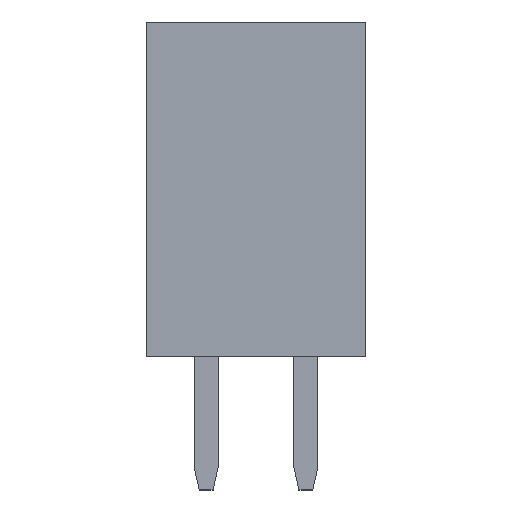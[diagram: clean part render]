
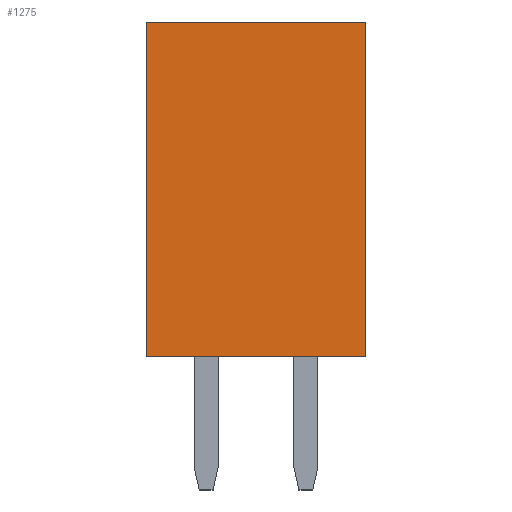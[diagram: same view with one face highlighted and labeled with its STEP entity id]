
A CAD part, top view. The second image highlights one B-rep face of the part: STEP entity #1275.
In plain terms, the highlighted planar face has unit normal (0, 0, 1).
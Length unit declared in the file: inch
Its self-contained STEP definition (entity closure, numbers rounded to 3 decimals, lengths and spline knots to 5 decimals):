
#79 = CARTESIAN_POINT ( 'NONE',  ( -0.11, -0.29732, 0.1 ) ) ;
#279 = PLANE ( 'NONE',  #1773 ) ;
#303 = EDGE_LOOP ( 'NONE', ( #1531, #1126, #1483, #398 ) ) ;
#339 = VECTOR ( 'NONE', #1208, 39.37008 ) ;
#398 = ORIENTED_EDGE ( 'NONE', *, *, #553, .F. ) ;
#459 = VERTEX_POINT ( 'NONE', #2530 ) ;
#461 = CARTESIAN_POINT ( 'NONE',  ( -0.11, -0.29732, 0.1 ) ) ;
#553 = EDGE_CURVE ( 'NONE', #1928, #2110, #826, .T. ) ;
#796 = LINE ( 'NONE', #2174, #2182 ) ;
#826 = LINE ( 'NONE', #1193, #339 ) ;
#879 = DIRECTION ( 'NONE',  ( 1., 0., 0. ) ) ;
#901 = EDGE_CURVE ( 'NONE', #1928, #1815, #2318, .T. ) ;
#1126 = ORIENTED_EDGE ( 'NONE', *, *, #1162, .F. ) ;
#1160 = DIRECTION ( 'NONE',  ( 0., 1., 0. ) ) ;
#1162 = EDGE_CURVE ( 'NONE', #459, #1815, #796, .T. ) ;
#1193 = CARTESIAN_POINT ( 'NONE',  ( -0.11, 0., 0.1 ) ) ;
#1208 = DIRECTION ( 'NONE',  ( -1., 0., 0. ) ) ;
#1275 = ADVANCED_FACE ( 'NONE', ( #2076 ), #279, .T. ) ;
#1308 = CARTESIAN_POINT ( 'NONE',  ( 0.11, 0.335, 0.1 ) ) ;
#1483 = ORIENTED_EDGE ( 'NONE', *, *, #1786, .F. ) ;
#1492 = DIRECTION ( 'NONE',  ( 0., 0., 1. ) ) ;
#1498 = LINE ( 'NONE', #79, #1940 ) ;
#1531 = ORIENTED_EDGE ( 'NONE', *, *, #901, .T. ) ;
#1544 = CARTESIAN_POINT ( 'NONE',  ( 0.11, -0.29732, 0.1 ) ) ;
#1769 = VECTOR ( 'NONE', #1160, 39.37008 ) ;
#1773 = AXIS2_PLACEMENT_3D ( 'NONE', #461, #1492, #879 ) ;
#1786 = EDGE_CURVE ( 'NONE', #2110, #459, #1498, .T. ) ;
#1815 = VERTEX_POINT ( 'NONE', #1308 ) ;
#1928 = VERTEX_POINT ( 'NONE', #2376 ) ;
#1940 = VECTOR ( 'NONE', #2489, 39.37008 ) ;
#2076 = FACE_OUTER_BOUND ( 'NONE', #303, .T. ) ;
#2110 = VERTEX_POINT ( 'NONE', #2474 ) ;
#2174 = CARTESIAN_POINT ( 'NONE',  ( 0.11, 0.335, 0.1 ) ) ;
#2182 = VECTOR ( 'NONE', #2203, 39.37008 ) ;
#2203 = DIRECTION ( 'NONE',  ( 1., 0., 0. ) ) ;
#2318 = LINE ( 'NONE', #1544, #1769 ) ;
#2376 = CARTESIAN_POINT ( 'NONE',  ( 0.11, 0., 0.1 ) ) ;
#2474 = CARTESIAN_POINT ( 'NONE',  ( -0.11, 0., 0.1 ) ) ;
#2489 = DIRECTION ( 'NONE',  ( 0., 1., 0. ) ) ;
#2530 = CARTESIAN_POINT ( 'NONE',  ( -0.11, 0.335, 0.1 ) ) ;
